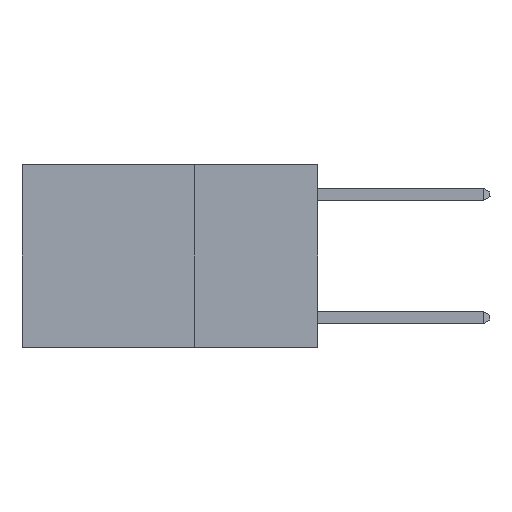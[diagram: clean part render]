
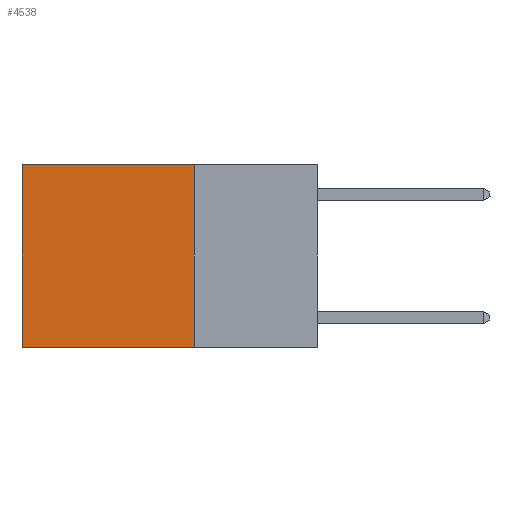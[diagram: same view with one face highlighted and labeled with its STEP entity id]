
A CAD part, left-side view. The second image highlights one B-rep face of the part: STEP entity #4538.
In plain terms, the highlighted planar face has unit normal (-1, 0, 0).
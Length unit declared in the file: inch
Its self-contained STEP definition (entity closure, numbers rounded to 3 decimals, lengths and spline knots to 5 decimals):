
#430 = DIRECTION ( 'NONE',  ( 0., 1., 0. ) ) ;
#1299 = VERTEX_POINT ( 'NONE', #10308 ) ;
#1895 = CARTESIAN_POINT ( 'NONE',  ( 0.2625, 0.25, 0. ) ) ;
#2078 = CARTESIAN_POINT ( 'NONE',  ( 0.2625, 0.6, 0. ) ) ;
#3101 = AXIS2_PLACEMENT_3D ( 'NONE', #9380, #8643, #7457 ) ;
#3294 = CARTESIAN_POINT ( 'NONE',  ( 0.2625, 0.6, 0. ) ) ;
#3340 = LINE ( 'NONE', #11442, #7751 ) ;
#3715 = PLANE ( 'NONE',  #3101 ) ;
#3899 = EDGE_CURVE ( 'NONE', #12299, #9776, #9686, .T. ) ;
#3986 = LINE ( 'NONE', #2078, #7178 ) ;
#4538 = ADVANCED_FACE ( 'NONE', ( #4783 ), #3715, .F. ) ;
#4583 = EDGE_CURVE ( 'NONE', #1299, #12299, #3340, .T. ) ;
#4748 = CARTESIAN_POINT ( 'NONE',  ( 0.2625, 0.6, -0.37 ) ) ;
#4783 = FACE_OUTER_BOUND ( 'NONE', #8402, .T. ) ;
#5386 = VERTEX_POINT ( 'NONE', #3294 ) ;
#5419 = DIRECTION ( 'NONE',  ( 0., 0., -1. ) ) ;
#6123 = ORIENTED_EDGE ( 'NONE', *, *, #4583, .F. ) ;
#6127 = EDGE_CURVE ( 'NONE', #1299, #5386, #10908, .T. ) ;
#6406 = ORIENTED_EDGE ( 'NONE', *, *, #3899, .F. ) ;
#6610 = ORIENTED_EDGE ( 'NONE', *, *, #6127, .T. ) ;
#7178 = VECTOR ( 'NONE', #8136, 39.37008 ) ;
#7457 = DIRECTION ( 'NONE',  ( 0., 0., -1. ) ) ;
#7751 = VECTOR ( 'NONE', #5419, 39.37008 ) ;
#8136 = DIRECTION ( 'NONE',  ( 0., 0., -1. ) ) ;
#8402 = EDGE_LOOP ( 'NONE', ( #11676, #6406, #6123, #6610 ) ) ;
#8643 = DIRECTION ( 'NONE',  ( 1., 0., 0. ) ) ;
#8660 = EDGE_CURVE ( 'NONE', #5386, #9776, #3986, .T. ) ;
#9159 = VECTOR ( 'NONE', #430, 39.37008 ) ;
#9380 = CARTESIAN_POINT ( 'NONE',  ( 0.2625, 0.25, 0. ) ) ;
#9414 = CARTESIAN_POINT ( 'NONE',  ( 0.2625, 0.25, -0.37 ) ) ;
#9686 = LINE ( 'NONE', #9414, #9159 ) ;
#9776 = VERTEX_POINT ( 'NONE', #4748 ) ;
#9912 = DIRECTION ( 'NONE',  ( 0., 1., 0. ) ) ;
#10308 = CARTESIAN_POINT ( 'NONE',  ( 0.2625, 0.25, 0. ) ) ;
#10698 = CARTESIAN_POINT ( 'NONE',  ( 0.2625, 0.25, -0.37 ) ) ;
#10908 = LINE ( 'NONE', #1895, #11927 ) ;
#11442 = CARTESIAN_POINT ( 'NONE',  ( 0.2625, 0.25, 0. ) ) ;
#11676 = ORIENTED_EDGE ( 'NONE', *, *, #8660, .T. ) ;
#11927 = VECTOR ( 'NONE', #9912, 39.37008 ) ;
#12299 = VERTEX_POINT ( 'NONE', #10698 ) ;
